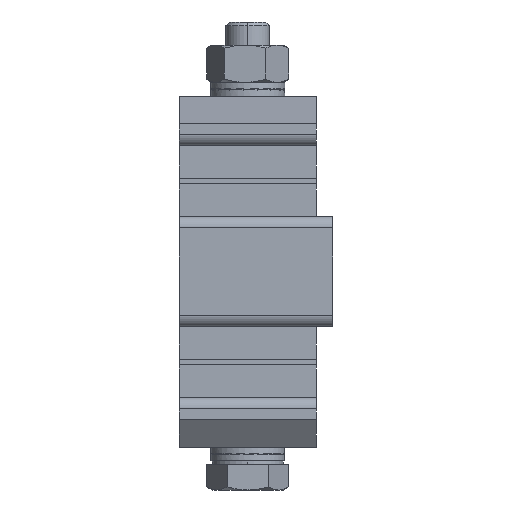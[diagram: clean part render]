
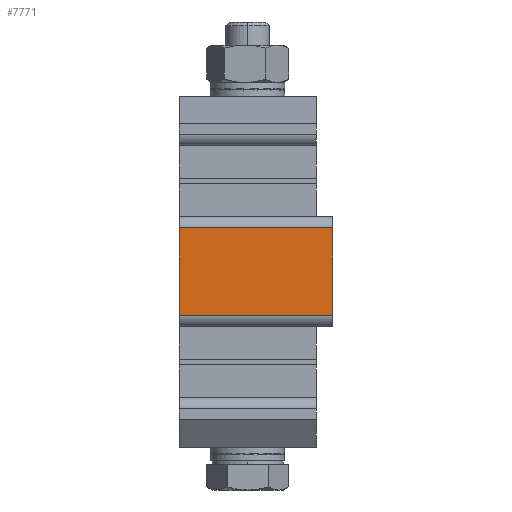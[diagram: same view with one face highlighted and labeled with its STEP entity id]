
A CAD part, left-side view. The second image highlights one B-rep face of the part: STEP entity #7771.
In plain terms, the highlighted planar face has unit normal (-1, 0, 0).
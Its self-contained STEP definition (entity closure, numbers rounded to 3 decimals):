
#133 = EDGE_LOOP ( 'NONE', ( #12061, #19713, #7337, #12375 ) ) ;
#432 = CARTESIAN_POINT ( 'NONE',  ( -130., -15.5, 8. ) ) ;
#775 = LINE ( 'NONE', #22479, #17080 ) ;
#1859 = VERTEX_POINT ( 'NONE', #3927 ) ;
#2097 = LINE ( 'NONE', #9685, #20893 ) ;
#3927 = CARTESIAN_POINT ( 'NONE',  ( -130., -15.5, 24. ) ) ;
#3936 = EDGE_CURVE ( 'NONE', #9994, #1859, #14497, .T. ) ;
#3979 = AXIS2_PLACEMENT_3D ( 'NONE', #14096, #10569, #8782 ) ;
#4293 = CARTESIAN_POINT ( 'NONE',  ( -130., -15.5, 8. ) ) ;
#4740 = DIRECTION ( 'NONE',  ( 0., 0., 1. ) ) ;
#4864 = EDGE_CURVE ( 'NONE', #7410, #12599, #2097, .T. ) ;
#6101 = DIRECTION ( 'NONE',  ( 0., 0., 1. ) ) ;
#7337 = ORIENTED_EDGE ( 'NONE', *, *, #4864, .F. ) ;
#7410 = VERTEX_POINT ( 'NONE', #11995 ) ;
#7771 = ADVANCED_FACE ( 'NONE', ( #19690 ), #8852, .F. ) ;
#8517 = VECTOR ( 'NONE', #16330, 1000. ) ;
#8782 = DIRECTION ( 'NONE',  ( 0., 0., -1. ) ) ;
#8852 = PLANE ( 'NONE',  #3979 ) ;
#9685 = CARTESIAN_POINT ( 'NONE',  ( -130., 12.5, 6. ) ) ;
#9818 = EDGE_CURVE ( 'NONE', #1859, #12599, #775, .T. ) ;
#9994 = VERTEX_POINT ( 'NONE', #432 ) ;
#10006 = CARTESIAN_POINT ( 'NONE',  ( -130., 12.5, 24. ) ) ;
#10200 = LINE ( 'NONE', #4293, #8517 ) ;
#10569 = DIRECTION ( 'NONE',  ( 1., 0., 0. ) ) ;
#11584 = CARTESIAN_POINT ( 'NONE',  ( -130., -15.5, 6. ) ) ;
#11995 = CARTESIAN_POINT ( 'NONE',  ( -130., 12.5, 8. ) ) ;
#12061 = ORIENTED_EDGE ( 'NONE', *, *, #3936, .T. ) ;
#12375 = ORIENTED_EDGE ( 'NONE', *, *, #21844, .T. ) ;
#12599 = VERTEX_POINT ( 'NONE', #10006 ) ;
#14096 = CARTESIAN_POINT ( 'NONE',  ( -130., 12.5, 6. ) ) ;
#14238 = VECTOR ( 'NONE', #4740, 1000. ) ;
#14497 = LINE ( 'NONE', #11584, #14238 ) ;
#15408 = DIRECTION ( 'NONE',  ( 0., 1., 0. ) ) ;
#16330 = DIRECTION ( 'NONE',  ( 0., -1., 0. ) ) ;
#17080 = VECTOR ( 'NONE', #15408, 1000. ) ;
#19690 = FACE_OUTER_BOUND ( 'NONE', #133, .T. ) ;
#19713 = ORIENTED_EDGE ( 'NONE', *, *, #9818, .T. ) ;
#20893 = VECTOR ( 'NONE', #6101, 1000. ) ;
#21844 = EDGE_CURVE ( 'NONE', #7410, #9994, #10200, .T. ) ;
#22479 = CARTESIAN_POINT ( 'NONE',  ( -130., 12.5, 24. ) ) ;
